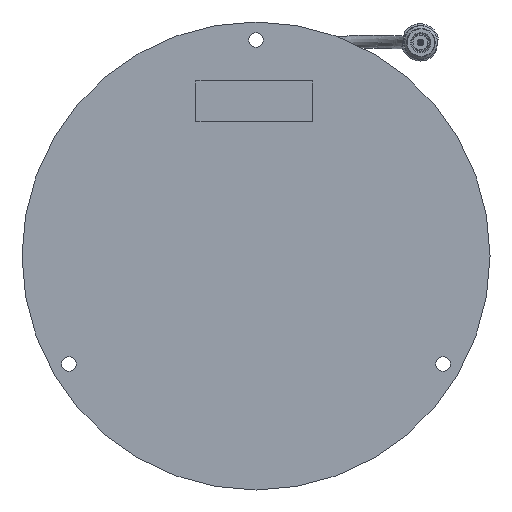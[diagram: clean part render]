
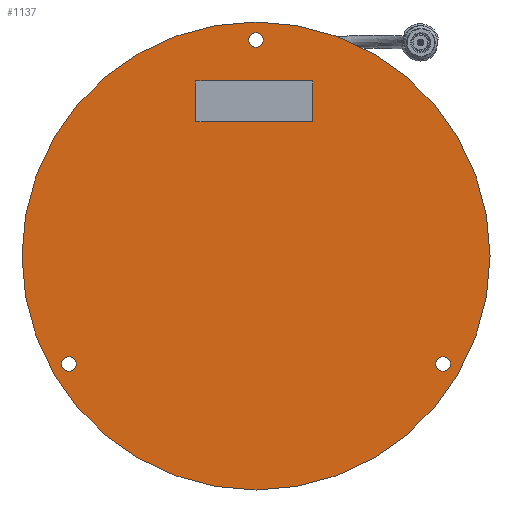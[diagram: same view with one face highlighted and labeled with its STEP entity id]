
A CAD part, front view. The second image highlights one B-rep face of the part: STEP entity #1137.
In plain terms, the highlighted planar face has unit normal (0, -1, 0).
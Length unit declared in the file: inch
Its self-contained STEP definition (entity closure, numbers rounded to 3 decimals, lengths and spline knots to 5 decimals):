
#49 = VECTOR ( 'NONE', #99, 39.37008 ) ;
#99 = DIRECTION ( 'NONE',  ( 0., 0., 1. ) ) ;
#123 = VERTEX_POINT ( 'NONE', #1836 ) ;
#127 = DIRECTION ( 'NONE',  ( 0., 0., 1. ) ) ;
#182 = VERTEX_POINT ( 'NONE', #3928 ) ;
#210 = VERTEX_POINT ( 'NONE', #2269 ) ;
#233 = EDGE_LOOP ( 'NONE', ( #3184, #975 ) ) ;
#357 = CARTESIAN_POINT ( 'NONE',  ( 0., 0., 4.00289 ) ) ;
#391 = ORIENTED_EDGE ( 'NONE', *, *, #4676, .T. ) ;
#403 = AXIS2_PLACEMENT_3D ( 'NONE', #793, #2647, #2219 ) ;
#477 = AXIS2_PLACEMENT_3D ( 'NONE', #1078, #3814, #633 ) ;
#483 = CARTESIAN_POINT ( 'NONE',  ( 1.05409, 0., 3.24258 ) ) ;
#567 = CARTESIAN_POINT ( 'NONE',  ( 0., 0., 0. ) ) ;
#611 = EDGE_CURVE ( 'NONE', #2542, #3010, #2173, .T. ) ;
#614 = VERTEX_POINT ( 'NONE', #1524 ) ;
#633 = DIRECTION ( 'NONE',  ( 0., 0., 1. ) ) ;
#793 = CARTESIAN_POINT ( 'NONE',  ( -3.4666, 0., -2.00144 ) ) ;
#810 = VECTOR ( 'NONE', #3874, 39.37008 ) ;
#839 = ORIENTED_EDGE ( 'NONE', *, *, #4092, .F. ) ;
#858 = CIRCLE ( 'NONE', #2664, 0.13642 ) ;
#877 = FACE_BOUND ( 'NONE', #2679, .T. ) ;
#920 = DIRECTION ( 'NONE',  ( 1., 0., 0. ) ) ;
#928 = FACE_BOUND ( 'NONE', #1912, .T. ) ;
#975 = ORIENTED_EDGE ( 'NONE', *, *, #2004, .T. ) ;
#1078 = CARTESIAN_POINT ( 'NONE',  ( 3.4666, 0., -2.00144 ) ) ;
#1118 = CARTESIAN_POINT ( 'NONE',  ( 0., 0., 4.13931 ) ) ;
#1137 = ADVANCED_FACE ( 'NONE', ( #2358, #2286, #928, #3795, #877 ), #4514, .F. ) ;
#1145 = AXIS2_PLACEMENT_3D ( 'NONE', #1869, #4416, #2233 ) ;
#1267 = CARTESIAN_POINT ( 'NONE',  ( 0., 0., 3.86647 ) ) ;
#1308 = CARTESIAN_POINT ( 'NONE',  ( -1.11223, 0., 3.24258 ) ) ;
#1357 = EDGE_LOOP ( 'NONE', ( #4078, #391 ) ) ;
#1379 = VERTEX_POINT ( 'NONE', #1118 ) ;
#1428 = DIRECTION ( 'NONE',  ( 0., 0., 1. ) ) ;
#1524 = CARTESIAN_POINT ( 'NONE',  ( -3.4666, 0., -2.13786 ) ) ;
#1528 = LINE ( 'NONE', #2183, #2822 ) ;
#1586 = CARTESIAN_POINT ( 'NONE',  ( 0., 0., 0. ) ) ;
#1751 = EDGE_CURVE ( 'NONE', #123, #210, #2519, .T. ) ;
#1836 = CARTESIAN_POINT ( 'NONE',  ( 3.4666, 0., -1.86502 ) ) ;
#1869 = CARTESIAN_POINT ( 'NONE',  ( 0., 0., 0. ) ) ;
#1909 = ORIENTED_EDGE ( 'NONE', *, *, #611, .F. ) ;
#1912 = EDGE_LOOP ( 'NONE', ( #3335, #4124 ) ) ;
#1919 = DIRECTION ( 'NONE',  ( 0., 1., 0. ) ) ;
#1920 = EDGE_CURVE ( 'NONE', #614, #4146, #3575, .T. ) ;
#1990 = AXIS2_PLACEMENT_3D ( 'NONE', #1586, #3086, #127 ) ;
#2004 = EDGE_CURVE ( 'NONE', #4380, #1379, #3952, .T. ) ;
#2025 = CARTESIAN_POINT ( 'NONE',  ( 0., 0., 4.00289 ) ) ;
#2032 = DIRECTION ( 'NONE',  ( 0., 0., 1. ) ) ;
#2100 = CARTESIAN_POINT ( 'NONE',  ( -1.11223, 0., 3.24258 ) ) ;
#2102 = DIRECTION ( 'NONE',  ( 0., 1., 0. ) ) ;
#2173 = CIRCLE ( 'NONE', #1145, 4.335 ) ;
#2183 = CARTESIAN_POINT ( 'NONE',  ( -1.11223, 0., 3.24258 ) ) ;
#2219 = DIRECTION ( 'NONE',  ( 0., 0., 1. ) ) ;
#2224 = VERTEX_POINT ( 'NONE', #2100 ) ;
#2233 = DIRECTION ( 'NONE',  ( 0., 0., 1. ) ) ;
#2269 = CARTESIAN_POINT ( 'NONE',  ( 3.4666, 0., -2.13786 ) ) ;
#2286 = FACE_BOUND ( 'NONE', #1357, .T. ) ;
#2304 = CIRCLE ( 'NONE', #2911, 0.13642 ) ;
#2358 = FACE_OUTER_BOUND ( 'NONE', #3649, .T. ) ;
#2373 = CARTESIAN_POINT ( 'NONE',  ( -3.4666, 0., -2.00144 ) ) ;
#2519 = CIRCLE ( 'NONE', #477, 0.13642 ) ;
#2542 = VERTEX_POINT ( 'NONE', #3170 ) ;
#2581 = ORIENTED_EDGE ( 'NONE', *, *, #3704, .F. ) ;
#2647 = DIRECTION ( 'NONE',  ( 0., 1., 0. ) ) ;
#2664 = AXIS2_PLACEMENT_3D ( 'NONE', #2934, #3998, #3003 ) ;
#2679 = EDGE_LOOP ( 'NONE', ( #2581, #3134, #4314, #839 ) ) ;
#2822 = VECTOR ( 'NONE', #4082, 39.37008 ) ;
#2911 = AXIS2_PLACEMENT_3D ( 'NONE', #2373, #3811, #2032 ) ;
#2934 = CARTESIAN_POINT ( 'NONE',  ( 3.4666, 0., -2.00144 ) ) ;
#2937 = LINE ( 'NONE', #3599, #49 ) ;
#3003 = DIRECTION ( 'NONE',  ( 0., 0., 1. ) ) ;
#3010 = VERTEX_POINT ( 'NONE', #4385 ) ;
#3084 = EDGE_CURVE ( 'NONE', #3010, #2542, #3892, .T. ) ;
#3086 = DIRECTION ( 'NONE',  ( 0., 1., 0. ) ) ;
#3134 = ORIENTED_EDGE ( 'NONE', *, *, #4218, .F. ) ;
#3170 = CARTESIAN_POINT ( 'NONE',  ( 0., 0., -4.335 ) ) ;
#3184 = ORIENTED_EDGE ( 'NONE', *, *, #4563, .T. ) ;
#3198 = AXIS2_PLACEMENT_3D ( 'NONE', #357, #2102, #1428 ) ;
#3202 = EDGE_CURVE ( 'NONE', #4146, #614, #2304, .T. ) ;
#3335 = ORIENTED_EDGE ( 'NONE', *, *, #3202, .T. ) ;
#3336 = CIRCLE ( 'NONE', #3198, 0.13642 ) ;
#3468 = EDGE_CURVE ( 'NONE', #4225, #3890, #2937, .T. ) ;
#3536 = AXIS2_PLACEMENT_3D ( 'NONE', #567, #1919, #4134 ) ;
#3575 = CIRCLE ( 'NONE', #403, 0.13642 ) ;
#3599 = CARTESIAN_POINT ( 'NONE',  ( 1.05409, 0., 3.24258 ) ) ;
#3649 = EDGE_LOOP ( 'NONE', ( #1909, #4176 ) ) ;
#3650 = CARTESIAN_POINT ( 'NONE',  ( 1.05409, 0., 2.48907 ) ) ;
#3704 = EDGE_CURVE ( 'NONE', #2224, #182, #4586, .T. ) ;
#3739 = LINE ( 'NONE', #4149, #4173 ) ;
#3778 = DIRECTION ( 'NONE',  ( 0., 0., 1. ) ) ;
#3795 = FACE_BOUND ( 'NONE', #233, .T. ) ;
#3811 = DIRECTION ( 'NONE',  ( 0., 1., 0. ) ) ;
#3814 = DIRECTION ( 'NONE',  ( 0., 1., 0. ) ) ;
#3859 = CARTESIAN_POINT ( 'NONE',  ( -3.4666, 0., -1.86502 ) ) ;
#3874 = DIRECTION ( 'NONE',  ( 0., 0., -1. ) ) ;
#3890 = VERTEX_POINT ( 'NONE', #483 ) ;
#3892 = CIRCLE ( 'NONE', #1990, 4.335 ) ;
#3928 = CARTESIAN_POINT ( 'NONE',  ( -1.11223, 0., 2.48907 ) ) ;
#3952 = CIRCLE ( 'NONE', #4261, 0.13642 ) ;
#3998 = DIRECTION ( 'NONE',  ( 0., 1., 0. ) ) ;
#4078 = ORIENTED_EDGE ( 'NONE', *, *, #1751, .T. ) ;
#4082 = DIRECTION ( 'NONE',  ( -1., 0., 0. ) ) ;
#4092 = EDGE_CURVE ( 'NONE', #182, #4225, #3739, .T. ) ;
#4124 = ORIENTED_EDGE ( 'NONE', *, *, #1920, .T. ) ;
#4134 = DIRECTION ( 'NONE',  ( 0., 0., 1. ) ) ;
#4146 = VERTEX_POINT ( 'NONE', #3859 ) ;
#4149 = CARTESIAN_POINT ( 'NONE',  ( -1.11223, 0., 2.48907 ) ) ;
#4173 = VECTOR ( 'NONE', #920, 39.37008 ) ;
#4176 = ORIENTED_EDGE ( 'NONE', *, *, #3084, .F. ) ;
#4218 = EDGE_CURVE ( 'NONE', #3890, #2224, #1528, .T. ) ;
#4225 = VERTEX_POINT ( 'NONE', #3650 ) ;
#4261 = AXIS2_PLACEMENT_3D ( 'NONE', #2025, #4542, #3778 ) ;
#4314 = ORIENTED_EDGE ( 'NONE', *, *, #3468, .F. ) ;
#4380 = VERTEX_POINT ( 'NONE', #1267 ) ;
#4385 = CARTESIAN_POINT ( 'NONE',  ( 0., 0., 4.335 ) ) ;
#4416 = DIRECTION ( 'NONE',  ( 0., 1., 0. ) ) ;
#4514 = PLANE ( 'NONE',  #3536 ) ;
#4542 = DIRECTION ( 'NONE',  ( 0., 1., 0. ) ) ;
#4563 = EDGE_CURVE ( 'NONE', #1379, #4380, #3336, .T. ) ;
#4586 = LINE ( 'NONE', #1308, #810 ) ;
#4676 = EDGE_CURVE ( 'NONE', #210, #123, #858, .T. ) ;
